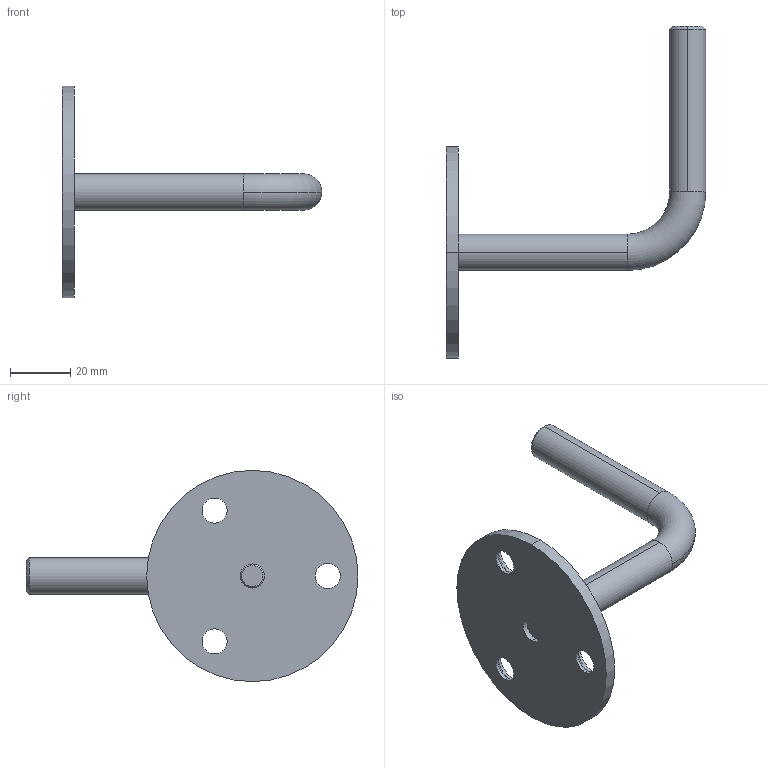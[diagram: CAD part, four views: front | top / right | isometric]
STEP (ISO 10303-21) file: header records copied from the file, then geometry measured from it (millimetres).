
FILE_DESCRIPTION (( 'STEP AP203' ), '1' );
FILE_NAME ('A_0118-370.STEP', '2022-11-16T13:20:03', ( '' ), ( '' ), 'SwSTEP 2.0', 'SolidWorks 2019', '' );
FILE_SCHEMA (( 'CONFIG_CONTROL_DESIGN' ));
Length unit declared in the file: millimetre
Products named in the file (3): A_0118-370 P1; A_0118-370; A_0118-270 P2
Assembly tree (2 placements, depth 2):
  A_0118-370
    A_0118-370 P1
    A_0118-270 P2
Bounding box: 86 x 110 x 70 mm (x, y, z)
Volume: 30391.5 mm3; surface area: 14146.9 mm2
Topology: 2 solids, 2 shells, 41 faces, 90 edges, 54 vertices
Faces by surface type: cylinder 22, cone 12, plane 5, torus 2
Entity records: 1457 total; most frequent: DIRECTION 238, CARTESIAN_POINT 190, ORIENTED_EDGE 180, AXIS2_PLACEMENT_3D 102, EDGE_CURVE 90, CIRCLE 56, VERTEX_POINT 54, EDGE_LOOP 50
